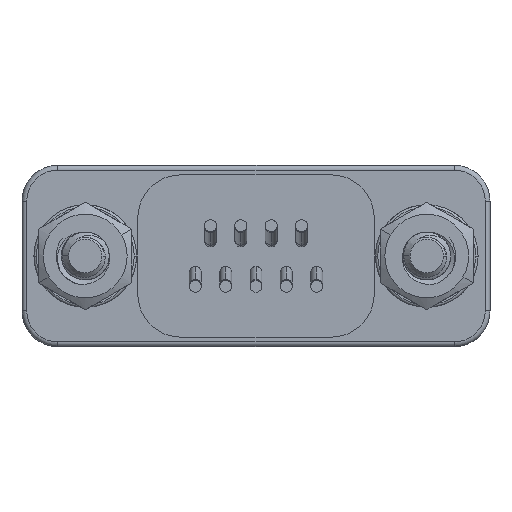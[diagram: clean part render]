
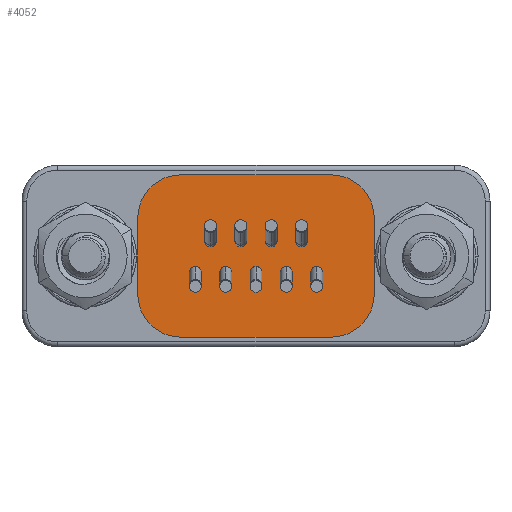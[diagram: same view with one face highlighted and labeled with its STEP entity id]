
A CAD part, front view. The second image highlights one B-rep face of the part: STEP entity #4052.
In plain terms, the highlighted planar face has unit normal (0, -1, 0).
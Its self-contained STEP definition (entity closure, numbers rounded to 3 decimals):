
#1=CARTESIAN_POINT('',(-3.15,0.,1.6));
#2=DIRECTION('',(0.,1.,0.));
#3=DIRECTION('',(-1.,0.,0.));
#4=AXIS2_PLACEMENT_3D('',#1,#2,#3);
#6=CARTESIAN_POINT('',(3.15,0.,1.6));
#7=DIRECTION('',(0.,1.,0.));
#8=DIRECTION('',(0.,0.,1.));
#9=AXIS2_PLACEMENT_3D('',#6,#7,#8);
#11=CARTESIAN_POINT('',(3.15,0.,-1.6));
#12=DIRECTION('',(0.,1.,0.));
#13=DIRECTION('',(1.,0.,0.));
#14=AXIS2_PLACEMENT_3D('',#11,#12,#13);
#16=CARTESIAN_POINT('',(-3.15,0.,-1.6));
#17=DIRECTION('',(0.,1.,0.));
#18=DIRECTION('',(0.,0.,-1.));
#19=AXIS2_PLACEMENT_3D('',#16,#17,#18);
#29=DIRECTION('',(0.,0.,-1.));
#30=VECTOR('',#29,3.2);
#31=CARTESIAN_POINT('',(-4.95,0.,1.6));
#32=LINE('',#31,#30);
#41=DIRECTION('',(1.,0.,0.));
#42=VECTOR('',#41,6.3);
#43=CARTESIAN_POINT('',(-3.15,0.,-3.4));
#44=LINE('',#43,#42);
#169=DIRECTION('',(0.,0.,1.));
#170=VECTOR('',#169,3.2);
#171=CARTESIAN_POINT('',(4.95,0.,-1.6));
#172=LINE('',#171,#170);
#181=DIRECTION('',(-1.,0.,0.));
#182=VECTOR('',#181,6.3);
#183=CARTESIAN_POINT('',(3.15,0.,3.4));
#184=LINE('',#183,#182);
#3065=CARTESIAN_POINT('',(-4.95,0.,1.6));
#3066=CARTESIAN_POINT('',(-3.15,0.,3.4));
#3067=VERTEX_POINT('',#3065);
#3068=VERTEX_POINT('',#3066);
#3069=CARTESIAN_POINT('',(3.15,0.,3.4));
#3070=VERTEX_POINT('',#3069);
#3071=CARTESIAN_POINT('',(4.95,0.,1.6));
#3072=VERTEX_POINT('',#3071);
#3073=CARTESIAN_POINT('',(4.95,0.,-1.6));
#3074=VERTEX_POINT('',#3073);
#3075=CARTESIAN_POINT('',(3.15,0.,-3.4));
#3076=VERTEX_POINT('',#3075);
#3077=CARTESIAN_POINT('',(-3.15,0.,-3.4));
#3078=VERTEX_POINT('',#3077);
#3079=CARTESIAN_POINT('',(-4.95,0.,-1.6));
#3080=VERTEX_POINT('',#3079);
#4029=CARTESIAN_POINT('',(0.,0.,0.));
#4030=DIRECTION('',(0.,1.,0.));
#4031=DIRECTION('',(1.,0.,0.));
#4032=AXIS2_PLACEMENT_3D('',#4029,#4030,#4031);
#4033=PLANE('',#4032);
#4035=ORIENTED_EDGE('',*,*,#4034,.T.);
#4037=ORIENTED_EDGE('',*,*,#4036,.F.);
#4039=ORIENTED_EDGE('',*,*,#4038,.T.);
#4041=ORIENTED_EDGE('',*,*,#4040,.F.);
#4043=ORIENTED_EDGE('',*,*,#4042,.T.);
#4045=ORIENTED_EDGE('',*,*,#4044,.F.);
#4047=ORIENTED_EDGE('',*,*,#4046,.T.);
#4049=ORIENTED_EDGE('',*,*,#4048,.F.);
#4050=EDGE_LOOP('',(#4035,#4037,#4039,#4041,#4043,#4045,#4047,#4049));
#4051=FACE_OUTER_BOUND('',#4050,.F.);
#5=CIRCLE('',#4,1.8);
#10=CIRCLE('',#9,1.8);
#15=CIRCLE('',#14,1.8);
#20=CIRCLE('',#19,1.8);
#4034=EDGE_CURVE('',#3067,#3068,#5,.T.);
#4036=EDGE_CURVE('',#3070,#3068,#184,.T.);
#4038=EDGE_CURVE('',#3070,#3072,#10,.T.);
#4040=EDGE_CURVE('',#3074,#3072,#172,.T.);
#4042=EDGE_CURVE('',#3074,#3076,#15,.T.);
#4044=EDGE_CURVE('',#3078,#3076,#44,.T.);
#4046=EDGE_CURVE('',#3078,#3080,#20,.T.);
#4048=EDGE_CURVE('',#3067,#3080,#32,.T.);
#4052=ADVANCED_FACE('',(#4051),#4033,.F.);
